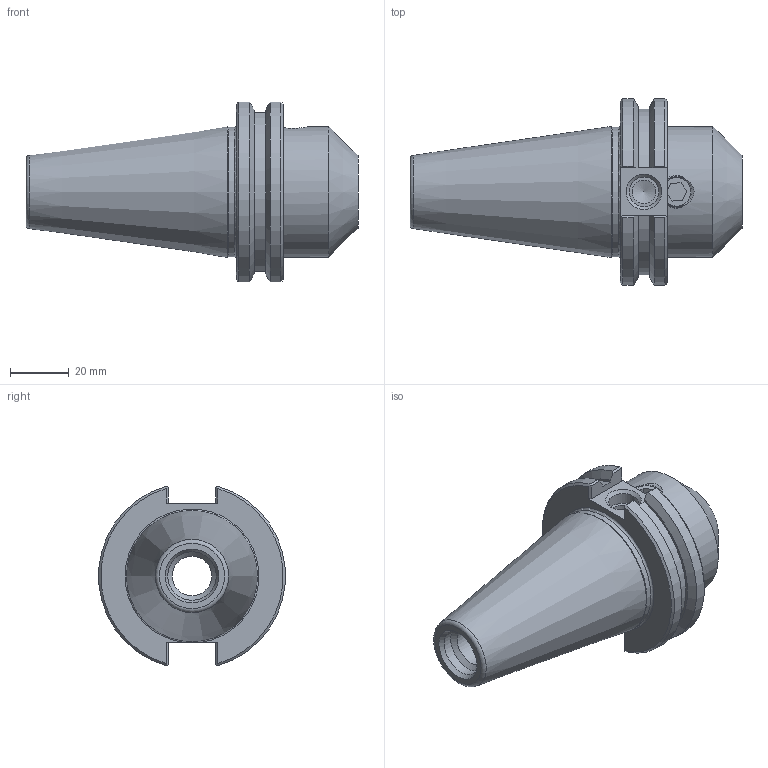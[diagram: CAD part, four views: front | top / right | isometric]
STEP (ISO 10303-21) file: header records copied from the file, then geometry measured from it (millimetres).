
FILE_DESCRIPTION((''),'2;1');
FILE_NAME('C40-56EM1.iam.stp','2014-07-07T09:43:36',(''),(''),'Autodesk Inventor 2012','Autodesk Inventor 2012','');
FILE_SCHEMA(('AUTOMOTIVE_DESIGN { 1 0 10303 214 1 1 1 1 }'));
Length unit declared in the file: inch
Products named in the file (3): C40-56EM1; C40-56EM1-1; 029-917
Assembly tree (2 placements, depth 2):
  C40-56EM1
    C40-56EM1-1
    029-917
Bounding box: 112.71 x 63.26 x 61.05 mm (x, y, z)
Volume: 128484.1 mm3; surface area: 25080.3 mm2
Topology: 2 solids, 2 shells, 80 faces, 205 edges, 133 vertices
Faces by surface type: plane 43, cone 19, cylinder 16, torus 2
Full cylindrical faces by diameter (mm): 8 x1, 9.728 x1, 10.046 x1, 11.113 x1, 13.386 x1, 14.288 x1, 15.24 x1, 16.459 x1, 43.942 x1, 44.45 x1
Entity records: 2443 total; most frequent: CARTESIAN_POINT 526, DIRECTION 358, ORIENTED_EDGE 352, EDGE_CURVE 176, AXIS2_PLACEMENT_3D 135, VERTEX_POINT 127, EDGE_LOOP 111, VECTOR 88
